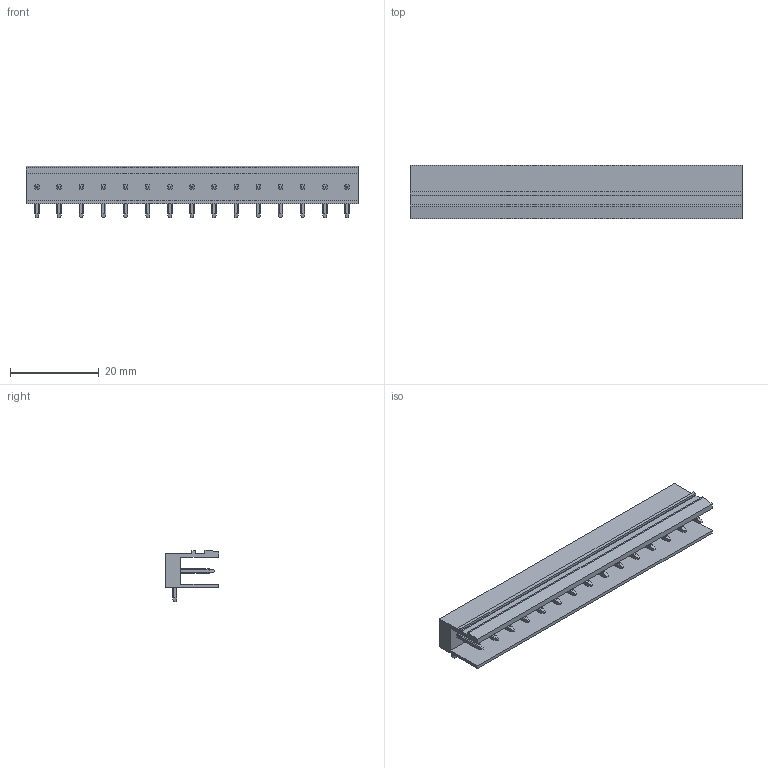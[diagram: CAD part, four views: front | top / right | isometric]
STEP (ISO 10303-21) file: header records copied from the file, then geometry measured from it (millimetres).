
FILE_DESCRIPTION(('CATIA V5 STEP Exchange','CAx-IF Rec.Pracs.--- Model Styling and Organization---1.2---2011-12-15'),'2;1');
FILE_NAME ('D1452874_0_1571250000_1571250000.stp','2018-10-13T05:10:29+00:00',('none'),('Weidmueller'),'CATIA Version 5-6 Release 2014','CATIA V5 STEP AP214','none');
FILE_SCHEMA(('AUTOMOTIVE_DESIGN { 1 0 10303 214 1 1 1 1 }'));
Length unit declared in the file: millimetre
Products named in the file (1): 1571250000
Bounding box: 75 x 12 x 11.7 mm (x, y, z)
Volume: 3357.3 mm3; surface area: 5608.1 mm2
Topology: 16 solids, 16 shells, 589 faces, 1551 edges, 994 vertices
Faces by surface type: plane 347, cylinder 242
Entity records: 16324 total; most frequent: CARTESIAN_POINT 3954, ORIENTED_EDGE 3102, EDGE_CURVE 1545, DIRECTION 1537, VERTEX_POINT 986, VECTOR 945, LINE 945, EDGE_LOOP 619
